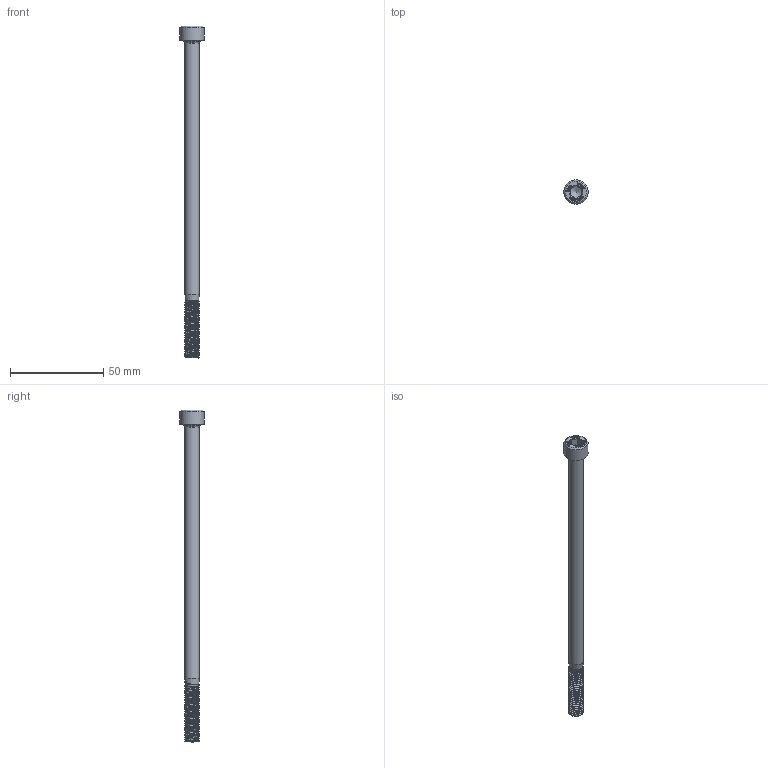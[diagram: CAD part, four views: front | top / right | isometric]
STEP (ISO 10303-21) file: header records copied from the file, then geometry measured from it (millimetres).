
FILE_DESCRIPTION((''),'2;1');
FILE_NAME('DIN912M8L170.stp','2012-04-21T00:44:08',('Peter'),(''),'Autodesk Inventor 2011','Autodesk Inventor 2011','');
FILE_SCHEMA(('AUTOMOTIVE_DESIGN { 1 0 10303 214 1 1 1 1 }'));
Length unit declared in the file: millimetre
Products named in the file (1): DIN912M8L170
Bounding box: 13 x 13 x 178 mm (x, y, z)
Volume: 9166.9 mm3; surface area: 5299.2 mm2
Topology: 1 solids, 1 shells, 395 faces, 1061 edges, 704 vertices
Faces by surface type: plane 236, bspline 145, cone 9, cylinder 3, torus 2
Full cylindrical faces by diameter (mm): 8 x1, 13 x1
Entity records: 18022 total; most frequent: CARTESIAN_POINT 9260, ORIENTED_EDGE 2080, DIRECTION 1244, EDGE_CURVE 1040, VECTOR 724, LINE 724, VERTEX_POINT 696, EDGE_LOOP 438
